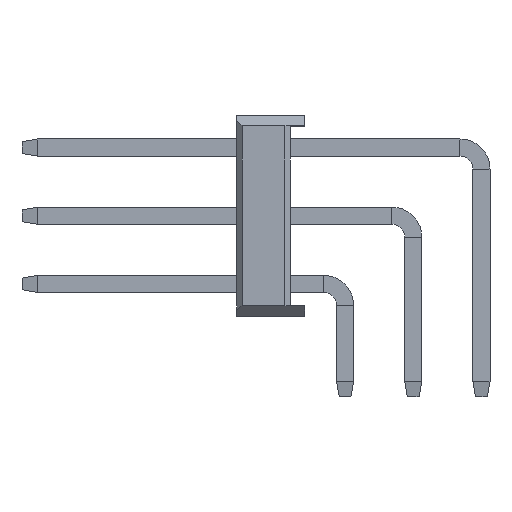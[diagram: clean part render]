
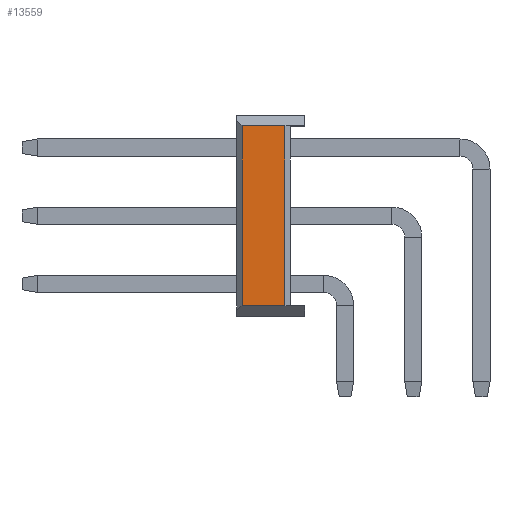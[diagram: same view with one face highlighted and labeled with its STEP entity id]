
A CAD part, left-side view. The second image highlights one B-rep face of the part: STEP entity #13559.
In plain terms, the highlighted planar face has unit normal (-1, 0, 0).
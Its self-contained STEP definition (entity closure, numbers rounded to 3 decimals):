
#12 = CARTESIAN_POINT ( 'NONE',  ( -1.27, 2.54, -3.35 ) ) ;
#75 = DIRECTION ( 'NONE',  ( 1., 0., 0. ) ) ;
#574 = EDGE_LOOP ( 'NONE', ( #8775, #2746, #3207, #1598 ) ) ;
#953 = CARTESIAN_POINT ( 'NONE',  ( -1.27, 2.34, -3.35 ) ) ;
#1598 = ORIENTED_EDGE ( 'NONE', *, *, #16101, .F. ) ;
#2460 = CARTESIAN_POINT ( 'NONE',  ( -1.27, 0.74, -3.35 ) ) ;
#2746 = ORIENTED_EDGE ( 'NONE', *, *, #11111, .T. ) ;
#3077 = VECTOR ( 'NONE', #11890, 1000. ) ;
#3207 = ORIENTED_EDGE ( 'NONE', *, *, #14605, .T. ) ;
#3508 = LINE ( 'NONE', #12, #3077 ) ;
#5003 = VERTEX_POINT ( 'NONE', #16417 ) ;
#5984 = PLANE ( 'NONE',  #11221 ) ;
#6598 = FACE_OUTER_BOUND ( 'NONE', #574, .T. ) ;
#7472 = CARTESIAN_POINT ( 'NONE',  ( -1.27, 2.54, -3.35 ) ) ;
#7778 = VERTEX_POINT ( 'NONE', #15238 ) ;
#8336 = LINE ( 'NONE', #18169, #11867 ) ;
#8775 = ORIENTED_EDGE ( 'NONE', *, *, #16742, .F. ) ;
#9079 = VECTOR ( 'NONE', #13095, 1000. ) ;
#10471 = DIRECTION ( 'NONE',  ( 0., 0., -1. ) ) ;
#11102 = LINE ( 'NONE', #953, #18466 ) ;
#11111 = EDGE_CURVE ( 'NONE', #18383, #5003, #11102, .T. ) ;
#11221 = AXIS2_PLACEMENT_3D ( 'NONE', #7472, #75, #10471 ) ;
#11867 = VECTOR ( 'NONE', #13792, 1000. ) ;
#11890 = DIRECTION ( 'NONE',  ( 0., -1., 0. ) ) ;
#12832 = DIRECTION ( 'NONE',  ( 0., 0., -1. ) ) ;
#13095 = DIRECTION ( 'NONE',  ( 0., 0., -1. ) ) ;
#13559 = ADVANCED_FACE ( 'NONE', ( #6598 ), #5984, .F. ) ;
#13792 = DIRECTION ( 'NONE',  ( 0., -1., 0. ) ) ;
#14605 = EDGE_CURVE ( 'NONE', #5003, #15411, #3508, .T. ) ;
#15238 = CARTESIAN_POINT ( 'NONE',  ( -1.27, 0.74, 3.35 ) ) ;
#15411 = VERTEX_POINT ( 'NONE', #2460 ) ;
#16101 = EDGE_CURVE ( 'NONE', #7778, #15411, #16936, .T. ) ;
#16417 = CARTESIAN_POINT ( 'NONE',  ( -1.27, 2.34, -3.35 ) ) ;
#16742 = EDGE_CURVE ( 'NONE', #18383, #7778, #8336, .T. ) ;
#16936 = LINE ( 'NONE', #18948, #9079 ) ;
#17957 = CARTESIAN_POINT ( 'NONE',  ( -1.27, 2.34, 3.35 ) ) ;
#18169 = CARTESIAN_POINT ( 'NONE',  ( -1.27, 2.54, 3.35 ) ) ;
#18383 = VERTEX_POINT ( 'NONE', #17957 ) ;
#18466 = VECTOR ( 'NONE', #12832, 1000. ) ;
#18948 = CARTESIAN_POINT ( 'NONE',  ( -1.27, 0.74, 3.35 ) ) ;
